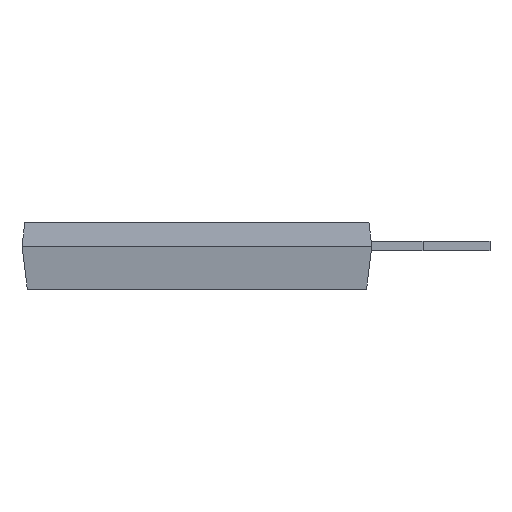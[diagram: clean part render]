
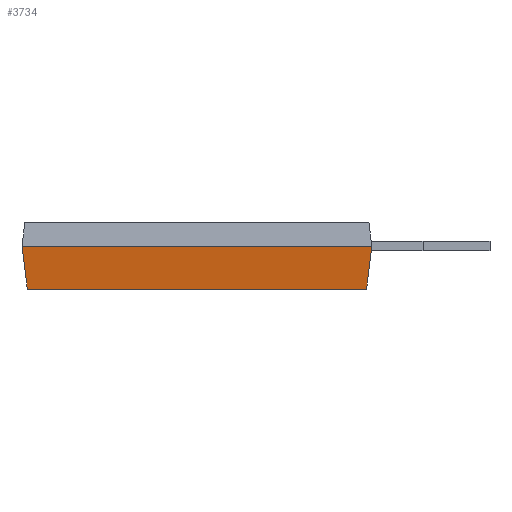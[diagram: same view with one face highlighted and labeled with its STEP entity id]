
A CAD part, left-side view. The second image highlights one B-rep face of the part: STEP entity #3734.
In plain terms, the highlighted planar face has unit normal (-0.993, 0, -0.122).
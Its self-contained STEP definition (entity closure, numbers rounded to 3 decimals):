
#689 = ORIENTED_EDGE ( 'NONE', *, *, #6440, .F. ) ;
#816 = VERTEX_POINT ( 'NONE', #3829 ) ;
#865 = VECTOR ( 'NONE', #7084, 1000. ) ;
#1820 = VECTOR ( 'NONE', #5914, 1000. ) ;
#2168 = CARTESIAN_POINT ( 'NONE',  ( -3.246, 3.034, -2.31 ) ) ;
#2305 = LINE ( 'NONE', #6772, #7184 ) ;
#2922 = EDGE_CURVE ( 'NONE', #4607, #4330, #2305, .T. ) ;
#3121 = ORIENTED_EDGE ( 'NONE', *, *, #6876, .T. ) ;
#3734 = ADVANCED_FACE ( 'NONE', ( #5230 ), #12028, .T. ) ;
#3829 = CARTESIAN_POINT ( 'NONE',  ( -3.53, 2.75, 0. ) ) ;
#3858 = LINE ( 'NONE', #10425, #1820 ) ;
#4163 = EDGE_LOOP ( 'NONE', ( #11279, #689, #7126, #3121 ) ) ;
#4330 = VERTEX_POINT ( 'NONE', #4961 ) ;
#4607 = VERTEX_POINT ( 'NONE', #9971 ) ;
#4961 = CARTESIAN_POINT ( 'NONE',  ( -3.246, 21.266, -2.31 ) ) ;
#5079 = VERTEX_POINT ( 'NONE', #2168 ) ;
#5230 = FACE_OUTER_BOUND ( 'NONE', #4163, .T. ) ;
#5519 = LINE ( 'NONE', #10029, #6053 ) ;
#5914 = DIRECTION ( 'NONE',  ( -0.121, -0.121, 0.985 ) ) ;
#6053 = VECTOR ( 'NONE', #13208, 1000. ) ;
#6160 = LINE ( 'NONE', #9490, #865 ) ;
#6342 = DIRECTION ( 'NONE',  ( -0.993, 0., -0.122 ) ) ;
#6440 = EDGE_CURVE ( 'NONE', #5079, #4330, #6160, .T. ) ;
#6772 = CARTESIAN_POINT ( 'NONE',  ( -3.53, 21.55, 0. ) ) ;
#6876 = EDGE_CURVE ( 'NONE', #816, #4607, #5519, .T. ) ;
#7084 = DIRECTION ( 'NONE',  ( 0., 1., 0. ) ) ;
#7126 = ORIENTED_EDGE ( 'NONE', *, *, #9410, .T. ) ;
#7184 = VECTOR ( 'NONE', #8422, 1000. ) ;
#7542 = CARTESIAN_POINT ( 'NONE',  ( -3.53, 21.55, 0. ) ) ;
#8422 = DIRECTION ( 'NONE',  ( 0.121, -0.121, -0.985 ) ) ;
#9410 = EDGE_CURVE ( 'NONE', #5079, #816, #3858, .T. ) ;
#9490 = CARTESIAN_POINT ( 'NONE',  ( -3.246, 21.55, -2.31 ) ) ;
#9971 = CARTESIAN_POINT ( 'NONE',  ( -3.53, 21.55, 0. ) ) ;
#10029 = CARTESIAN_POINT ( 'NONE',  ( -3.53, 21.55, 0. ) ) ;
#10425 = CARTESIAN_POINT ( 'NONE',  ( -3.53, 2.75, 0. ) ) ;
#10515 = AXIS2_PLACEMENT_3D ( 'NONE', #7542, #6342, #13277 ) ;
#11279 = ORIENTED_EDGE ( 'NONE', *, *, #2922, .T. ) ;
#12028 = PLANE ( 'NONE',  #10515 ) ;
#13208 = DIRECTION ( 'NONE',  ( 0., 1., 0. ) ) ;
#13277 = DIRECTION ( 'NONE',  ( 0., 1., 0. ) ) ;
